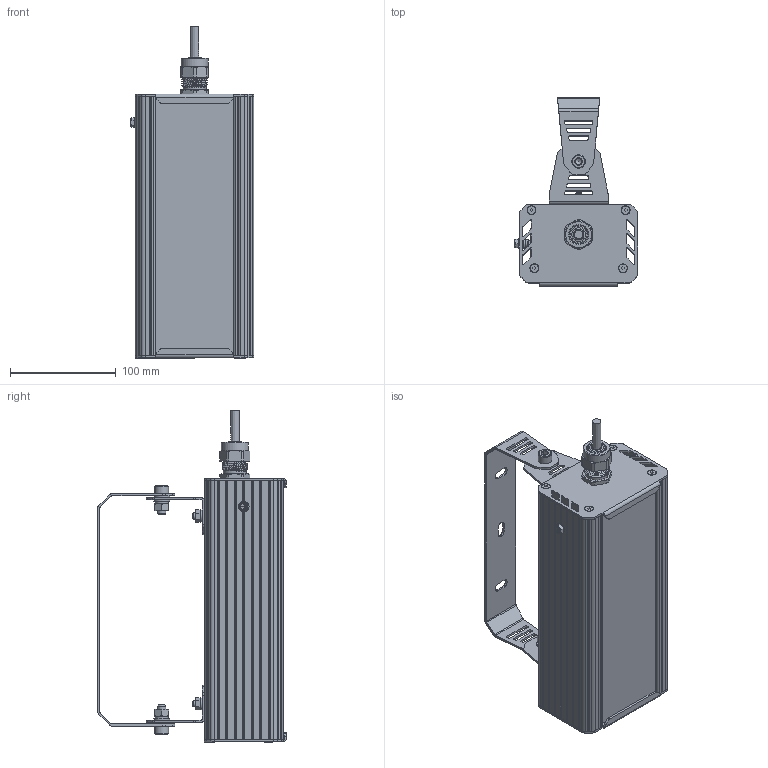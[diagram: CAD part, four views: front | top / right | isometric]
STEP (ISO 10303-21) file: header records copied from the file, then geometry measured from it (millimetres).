
FILE_DESCRIPTION(('STEP AP214'), '1');
FILE_NAME('001.0092.00.009 - ÃÑÏ-Ïðèìà-Îïòèê-2Åõ30', '', ('UNSPECIFIED'), ('UNSPECIFIED'), 'C3D Converter', 'C3D Toolkit', '');
FILE_SCHEMA(('AUTOMOTIVE_DESIGN { 1 0 10303 214 3 1 1}'));
Length unit declared in the file: millimetre
Products named in the file (45): 001.0092.00.009; #2843; #2902; #2961; #3020; #3105; #3164; #3223; #3282
Assembly tree (68 placements, depth 4):
  001.0092.00.009
    (unnamed)
      (unnamed)  x4
      (unnamed)  x4
      (unnamed)
      (unnamed)
      (unnamed)
      (unnamed)
      (unnamed)
      (unnamed)
      (unnamed)
      (unnamed)
      (unnamed)
      (unnamed)
      (unnamed)
        (unnamed)
    (unnamed)  x3
      (unnamed)
      (unnamed)
      (unnamed)
      (unnamed)
      (unnamed)
      (unnamed)
      (unnamed)
      (unnamed)
      (unnamed)
      (unnamed)
    (unnamed)
      (unnamed)
      (unnamed)
      (unnamed)  x2
      (unnamed)
      (unnamed)
      (unnamed)
      (unnamed)
      (unnamed)
      #2843
      #2902
      #2961
      #3020  x2
      #3105
      #3164
      #3223
      #3282
      (unnamed)
Bounding box: 117.15 x 178.44 x 314.5 mm (x, y, z)
Volume: 589528.9 mm3; surface area: 497243.3 mm2
Topology: 144 solids, 144 shells, 2365 faces, 5704 edges, 3803 vertices
Faces by surface type: plane 1556, cylinder 658, cone 77, bspline 59, sphere 9, torus 6
Full cylindrical faces by diameter (mm): 1 x9, 2 x6, 2.5 x12, 2.8 x75, 3.2 x9, 3.5 x18, 4 x9, 4.917 x2, 5 x3, 6 x5, 6.6 x2, 6.647 x2, 7 x2, 8 x10, 8.5 x4, 9 x43, 10 x1, 11 x2, 12.5 x1, 13 x3, 15 x4, 16 x1, 17 x1, 18 x1, 18.5 x1, 19 x1, 20 x1, 21.5 x1, 22 x2, 25.5 x1
Entity records: 91148 total; most frequent: CARTESIAN_POINT 46704, DIRECTION 8370, ORIENTED_EDGE 7186, EDGE_CURVE 3593, AXIS2_PLACEMENT_3D 3035, VERTEX_POINT 2489, LINE 2300, VECTOR 2300
